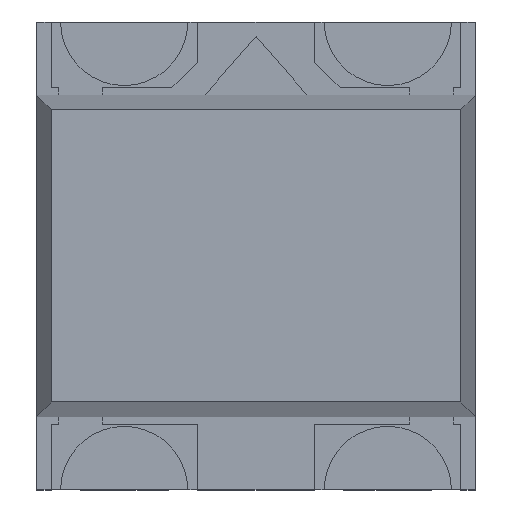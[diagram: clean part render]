
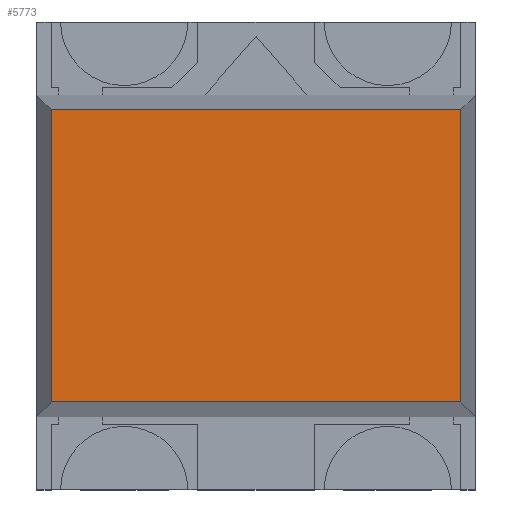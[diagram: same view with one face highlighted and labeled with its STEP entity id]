
A CAD part, top view. The second image highlights one B-rep face of the part: STEP entity #5773.
In plain terms, the highlighted planar face has unit normal (0, 0, 1).
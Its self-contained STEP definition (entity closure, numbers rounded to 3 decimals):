
#1337=ORIENTED_EDGE('',*,*,#1965,.F.);
#1338=ORIENTED_EDGE('',*,*,#1966,.T.);
#1339=ORIENTED_EDGE('',*,*,#1967,.T.);
#1340=ORIENTED_EDGE('',*,*,#1968,.F.);
#1965=EDGE_CURVE('',#2375,#2376,#2927,.T.);
#1966=EDGE_CURVE('',#2375,#2377,#2928,.T.);
#1967=EDGE_CURVE('',#2377,#2378,#2929,.T.);
#1968=EDGE_CURVE('',#2376,#2378,#2930,.T.);
#2375=VERTEX_POINT('',#8488);
#2376=VERTEX_POINT('',#8489);
#2377=VERTEX_POINT('',#8491);
#2378=VERTEX_POINT('',#8493);
#2927=LINE('',#8487,#3483);
#2928=LINE('',#8490,#3484);
#2929=LINE('',#8492,#3485);
#2930=LINE('',#8494,#3486);
#3483=VECTOR('',#7230,1000.);
#3484=VECTOR('',#7231,1000.);
#3485=VECTOR('',#7232,1000.);
#3486=VECTOR('',#7233,1000.);
#3725=EDGE_LOOP('',(#1337,#1338,#1339,#1340));
#3961=FACE_BOUND('',#3725,.T.);
#4164=PLANE('',#6097);
#5773=ADVANCED_FACE('',(#3961),#4164,.F.);
#6097=AXIS2_PLACEMENT_3D('',#8486,#7228,#7229);
#7228=DIRECTION('',(0.,0.,-1.));
#7229=DIRECTION('',(-1.,0.,0.));
#7230=DIRECTION('',(-1.,0.,0.));
#7231=DIRECTION('',(0.,1.,0.));
#7232=DIRECTION('',(-1.,0.,0.));
#7233=DIRECTION('',(0.,1.,0.));
#8486=CARTESIAN_POINT('',(0.5,-0.75,0.55));
#8487=CARTESIAN_POINT('',(0.55,-0.7,0.55));
#8488=CARTESIAN_POINT('',(0.5,-0.7,0.55));
#8489=CARTESIAN_POINT('',(-0.5,-0.7,0.55));
#8490=CARTESIAN_POINT('',(0.5,-0.75,0.55));
#8491=CARTESIAN_POINT('',(0.5,0.7,0.55));
#8492=CARTESIAN_POINT('',(0.55,0.7,0.55));
#8493=CARTESIAN_POINT('',(-0.5,0.7,0.55));
#8494=CARTESIAN_POINT('',(-0.5,-0.75,0.55));
